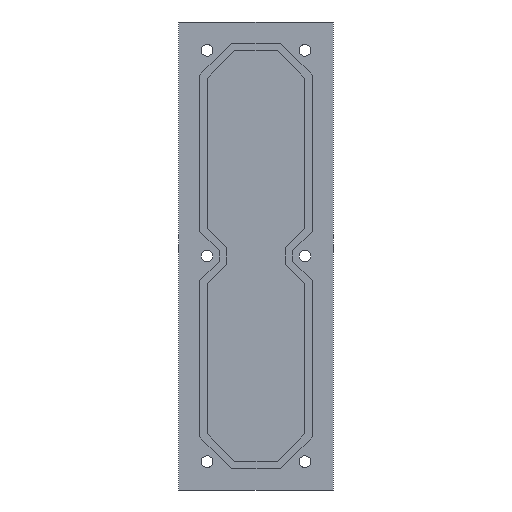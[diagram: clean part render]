
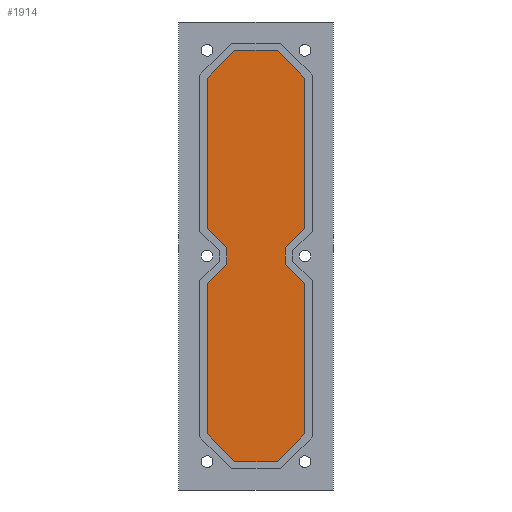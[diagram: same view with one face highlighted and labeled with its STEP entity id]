
A CAD part, front view. The second image highlights one B-rep face of the part: STEP entity #1914.
In plain terms, the highlighted planar face has unit normal (0, -1, 0).
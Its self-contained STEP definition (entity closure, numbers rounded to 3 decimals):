
#302=FACE_OUTER_BOUND('',#426,.T.);
#426=EDGE_LOOP('',(#1745,#1746,#1747,#1748,#1749,#1750,#1751,#1752,#1753,
#1754,#1755,#1756,#1757,#1758,#1759,#1760));
#501=LINE('',#3275,#671);
#505=LINE('',#3283,#675);
#508=LINE('',#3289,#678);
#511=LINE('',#3295,#681);
#514=LINE('',#3301,#684);
#517=LINE('',#3307,#687);
#520=LINE('',#3313,#690);
#523=LINE('',#3319,#693);
#526=LINE('',#3325,#696);
#529=LINE('',#3331,#699);
#532=LINE('',#3337,#702);
#535=LINE('',#3343,#705);
#538=LINE('',#3349,#708);
#541=LINE('',#3355,#711);
#544=LINE('',#3361,#714);
#547=LINE('',#3366,#717);
#671=VECTOR('',#2196,10.);
#675=VECTOR('',#2202,10.);
#678=VECTOR('',#2207,10.);
#681=VECTOR('',#2212,10.);
#684=VECTOR('',#2217,10.);
#687=VECTOR('',#2222,10.);
#690=VECTOR('',#2227,10.);
#693=VECTOR('',#2232,10.);
#696=VECTOR('',#2237,10.);
#699=VECTOR('',#2242,10.);
#702=VECTOR('',#2247,10.);
#705=VECTOR('',#2252,10.);
#708=VECTOR('',#2257,10.);
#711=VECTOR('',#2262,10.);
#714=VECTOR('',#2267,10.);
#717=VECTOR('',#2272,10.);
#881=VERTEX_POINT('',#3273);
#882=VERTEX_POINT('',#3274);
#885=VERTEX_POINT('',#3282);
#887=VERTEX_POINT('',#3288);
#889=VERTEX_POINT('',#3294);
#891=VERTEX_POINT('',#3300);
#893=VERTEX_POINT('',#3306);
#895=VERTEX_POINT('',#3312);
#897=VERTEX_POINT('',#3318);
#899=VERTEX_POINT('',#3324);
#901=VERTEX_POINT('',#3330);
#903=VERTEX_POINT('',#3336);
#905=VERTEX_POINT('',#3342);
#907=VERTEX_POINT('',#3348);
#909=VERTEX_POINT('',#3354);
#911=VERTEX_POINT('',#3360);
#1121=EDGE_CURVE('',#881,#882,#501,.T.);
#1125=EDGE_CURVE('',#882,#885,#505,.T.);
#1128=EDGE_CURVE('',#885,#887,#508,.T.);
#1131=EDGE_CURVE('',#887,#889,#511,.T.);
#1134=EDGE_CURVE('',#889,#891,#514,.T.);
#1137=EDGE_CURVE('',#891,#893,#517,.T.);
#1140=EDGE_CURVE('',#893,#895,#520,.T.);
#1143=EDGE_CURVE('',#895,#897,#523,.T.);
#1146=EDGE_CURVE('',#897,#899,#526,.T.);
#1149=EDGE_CURVE('',#899,#901,#529,.T.);
#1152=EDGE_CURVE('',#901,#903,#532,.T.);
#1155=EDGE_CURVE('',#903,#905,#535,.T.);
#1158=EDGE_CURVE('',#905,#907,#538,.T.);
#1161=EDGE_CURVE('',#907,#909,#541,.T.);
#1164=EDGE_CURVE('',#909,#911,#544,.T.);
#1167=EDGE_CURVE('',#911,#881,#547,.T.);
#1745=ORIENTED_EDGE('',*,*,#1121,.T.);
#1746=ORIENTED_EDGE('',*,*,#1125,.T.);
#1747=ORIENTED_EDGE('',*,*,#1128,.T.);
#1748=ORIENTED_EDGE('',*,*,#1131,.T.);
#1749=ORIENTED_EDGE('',*,*,#1134,.T.);
#1750=ORIENTED_EDGE('',*,*,#1137,.T.);
#1751=ORIENTED_EDGE('',*,*,#1140,.T.);
#1752=ORIENTED_EDGE('',*,*,#1143,.T.);
#1753=ORIENTED_EDGE('',*,*,#1146,.T.);
#1754=ORIENTED_EDGE('',*,*,#1149,.T.);
#1755=ORIENTED_EDGE('',*,*,#1152,.T.);
#1756=ORIENTED_EDGE('',*,*,#1155,.T.);
#1757=ORIENTED_EDGE('',*,*,#1158,.T.);
#1758=ORIENTED_EDGE('',*,*,#1161,.T.);
#1759=ORIENTED_EDGE('',*,*,#1164,.T.);
#1760=ORIENTED_EDGE('',*,*,#1167,.T.);
#1810=PLANE('',#2021);
#1914=ADVANCED_FACE('',(#302),#1810,.F.);
#2021=AXIS2_PLACEMENT_3D('',#3466,#2358,#2359);
#2196=DIRECTION('',(0.,0.,1.));
#2202=DIRECTION('',(-0.707,0.,0.707));
#2207=DIRECTION('',(0.,0.,1.));
#2212=DIRECTION('',(0.707,0.,0.707));
#2217=DIRECTION('',(0.,0.,1.));
#2222=DIRECTION('',(-0.707,0.,0.707));
#2227=DIRECTION('',(-1.,0.,0.));
#2232=DIRECTION('',(-0.707,0.,-0.707));
#2237=DIRECTION('',(0.,0.,-1.));
#2242=DIRECTION('',(0.707,0.,-0.707));
#2247=DIRECTION('',(0.,0.,-1.));
#2252=DIRECTION('',(-0.707,0.,-0.707));
#2257=DIRECTION('',(0.,0.,-1.));
#2262=DIRECTION('',(0.707,0.,-0.707));
#2267=DIRECTION('',(1.,0.,0.));
#2272=DIRECTION('',(0.707,0.,0.707));
#2358=DIRECTION('center_axis',(0.,1.,0.));
#2359=DIRECTION('ref_axis',(1.,0.,0.));
#3273=CARTESIAN_POINT('',(10.,0.,-36.343));
#3274=CARTESIAN_POINT('',(10.,0.,-5.657));
#3275=CARTESIAN_POINT('',(10.,0.,-2.828));
#3282=CARTESIAN_POINT('',(6.,0.,-1.657));
#3283=CARTESIAN_POINT('',(4.086,0.,0.257));
#3288=CARTESIAN_POINT('',(6.,0.,1.657));
#3289=CARTESIAN_POINT('',(6.,0.,0.828));
#3294=CARTESIAN_POINT('',(10.,0.,5.657));
#3295=CARTESIAN_POINT('',(6.086,0.,1.743));
#3300=CARTESIAN_POINT('',(10.,0.,36.343));
#3301=CARTESIAN_POINT('',(10.,0.,18.172));
#3306=CARTESIAN_POINT('',(4.343,0.,42.));
#3307=CARTESIAN_POINT('',(13.757,0.,32.586));
#3312=CARTESIAN_POINT('',(-4.343,0.,42.));
#3313=CARTESIAN_POINT('',(-2.172,0.,42.));
#3318=CARTESIAN_POINT('',(-10.,0.,36.343));
#3319=CARTESIAN_POINT('',(-16.586,0.,29.757));
#3324=CARTESIAN_POINT('',(-10.,0.,5.657));
#3325=CARTESIAN_POINT('',(-10.,0.,2.828));
#3330=CARTESIAN_POINT('',(-6.,0.,1.657));
#3331=CARTESIAN_POINT('',(-4.086,0.,-0.257));
#3336=CARTESIAN_POINT('',(-6.,0.,-1.657));
#3337=CARTESIAN_POINT('',(-6.,0.,-0.828));
#3342=CARTESIAN_POINT('',(-10.,0.,-5.657));
#3343=CARTESIAN_POINT('',(-6.086,0.,-1.743));
#3348=CARTESIAN_POINT('',(-10.,0.,-36.343));
#3349=CARTESIAN_POINT('',(-10.,0.,-18.172));
#3354=CARTESIAN_POINT('',(-4.343,0.,-42.));
#3355=CARTESIAN_POINT('',(-13.757,0.,-32.586));
#3360=CARTESIAN_POINT('',(4.343,0.,-42.));
#3361=CARTESIAN_POINT('',(2.172,0.,-42.));
#3366=CARTESIAN_POINT('',(16.586,0.,-29.757));
#3466=CARTESIAN_POINT('Origin',(0.,0.,0.));
